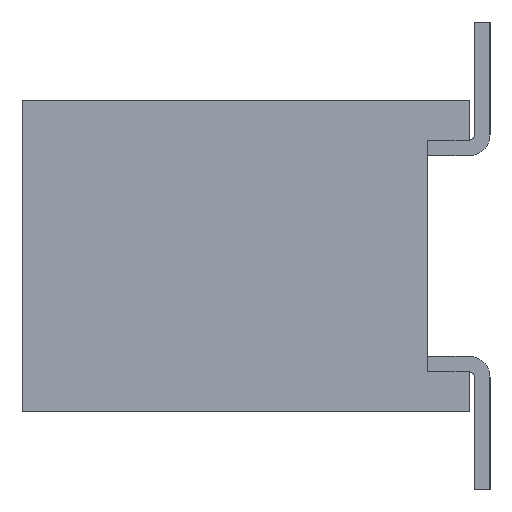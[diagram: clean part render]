
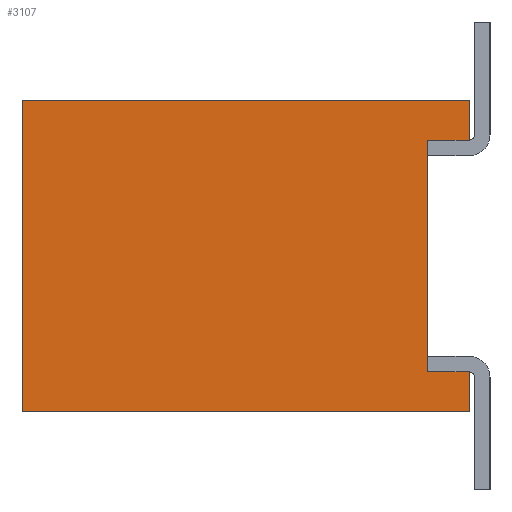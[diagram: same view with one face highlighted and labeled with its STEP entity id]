
A CAD part, left-side view. The second image highlights one B-rep face of the part: STEP entity #3107.
In plain terms, the highlighted planar face has unit normal (-1, 0, 0).
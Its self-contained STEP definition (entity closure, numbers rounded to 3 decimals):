
#1=DIRECTION('',(0.,0.,1.));
#2=VECTOR('',#1,3.);
#3=CARTESIAN_POINT('',(-4.675,0.,-1.5));
#4=LINE('1840',#3,#2);
#5=DIRECTION('',(0.,1.,0.));
#6=VECTOR('',#5,0.4);
#7=CARTESIAN_POINT('',(-4.675,-4.3,-1.115));
#8=LINE('1900',#7,#6);
#31=DIRECTION('',(0.,0.,1.));
#32=VECTOR('',#31,2.23);
#33=CARTESIAN_POINT('',(-4.675,-3.9,-1.115));
#34=LINE('1903',#33,#32);
#39=DIRECTION('',(0.,-1.,0.));
#40=VECTOR('',#39,0.4);
#41=CARTESIAN_POINT('',(-4.675,-3.9,1.115));
#42=LINE('1902',#41,#40);
#69=DIRECTION('',(0.,0.,1.));
#70=VECTOR('',#69,0.385);
#71=CARTESIAN_POINT('',(-4.675,-4.3,1.115));
#72=LINE('1971',#71,#70);
#81=DIRECTION('',(0.,1.,0.));
#82=VECTOR('',#81,4.3);
#83=CARTESIAN_POINT('',(-4.675,-4.3,1.5));
#84=LINE('1987',#83,#82);
#139=DIRECTION('',(0.,0.,1.));
#140=VECTOR('',#139,0.385);
#141=CARTESIAN_POINT('',(-4.675,-4.3,-1.5));
#142=LINE('2016',#141,#140);
#831=DIRECTION('',(0.,-1.,0.));
#832=VECTOR('',#831,4.3);
#833=CARTESIAN_POINT('',(-4.675,0.,-1.5));
#834=LINE('1901',#833,#832);
#2225=CARTESIAN_POINT('',(-4.675,0.,-1.5));
#2226=CARTESIAN_POINT('',(-4.675,0.,1.5));
#2227=VERTEX_POINT('',#2225);
#2228=VERTEX_POINT('',#2226);
#2345=CARTESIAN_POINT('',(-4.675,-4.3,-1.115));
#2346=CARTESIAN_POINT('',(-4.675,-3.9,-1.115));
#2347=VERTEX_POINT('',#2345);
#2348=VERTEX_POINT('',#2346);
#2349=CARTESIAN_POINT('',(-4.675,-4.3,-1.5));
#2350=VERTEX_POINT('',#2349);
#2351=CARTESIAN_POINT('',(-4.675,-3.9,1.115));
#2352=CARTESIAN_POINT('',(-4.675,-4.3,1.115));
#2353=VERTEX_POINT('',#2351);
#2354=VERTEX_POINT('',#2352);
#2495=CARTESIAN_POINT('',(-4.675,-4.3,1.5));
#2496=VERTEX_POINT('',#2495);
#3085=CARTESIAN_POINT('',(-4.675,-2.15,0.));
#3086=DIRECTION('',(1.,0.,0.));
#3087=DIRECTION('',(0.,0.,1.));
#3088=AXIS2_PLACEMENT_3D('',#3085,#3086,#3087);
#3089=PLANE('2383',#3088);
#3091=ORIENTED_EDGE('1900',*,*,#3090,.F.);
#3093=ORIENTED_EDGE('2016',*,*,#3092,.F.);
#3095=ORIENTED_EDGE('1901',*,*,#3094,.F.);
#3096=ORIENTED_EDGE('1840',*,*,#2934,.T.);
#3098=ORIENTED_EDGE('1987',*,*,#3097,.F.);
#3100=ORIENTED_EDGE('1971',*,*,#3099,.F.);
#3102=ORIENTED_EDGE('1902',*,*,#3101,.F.);
#3104=ORIENTED_EDGE('1903',*,*,#3103,.F.);
#3105=EDGE_LOOP('2383',(#3091,#3093,#3095,#3096,#3098,#3100,#3102,#3104));
#3106=FACE_OUTER_BOUND('2383',#3105,.F.);
#3107=ADVANCED_FACE('2383',(#3106),#3089,.F.);
#2934=EDGE_CURVE('1840',#2227,#2228,#4,.T.);
#3090=EDGE_CURVE('1900',#2347,#2348,#8,.T.);
#3092=EDGE_CURVE('2016',#2350,#2347,#142,.T.);
#3094=EDGE_CURVE('1901',#2227,#2350,#834,.T.);
#3097=EDGE_CURVE('1987',#2496,#2228,#84,.T.);
#3099=EDGE_CURVE('1971',#2354,#2496,#72,.T.);
#3101=EDGE_CURVE('1902',#2353,#2354,#42,.T.);
#3103=EDGE_CURVE('1903',#2348,#2353,#34,.T.);
